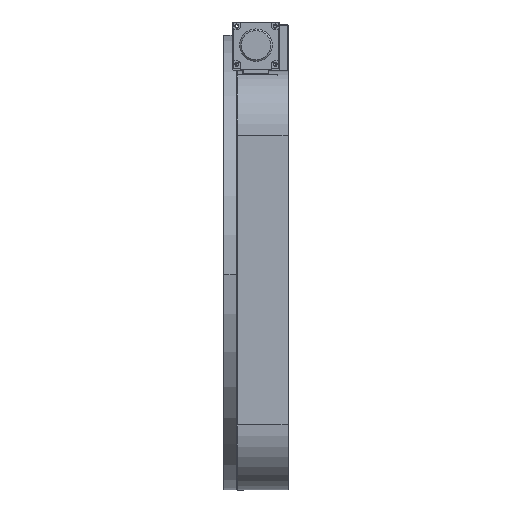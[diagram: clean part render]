
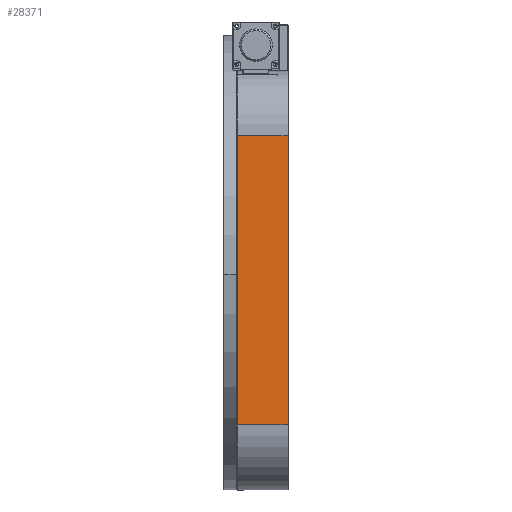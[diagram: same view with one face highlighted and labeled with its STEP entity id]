
A CAD part, left-side view. The second image highlights one B-rep face of the part: STEP entity #28371.
In plain terms, the highlighted planar face has unit normal (-1, 0, 0).
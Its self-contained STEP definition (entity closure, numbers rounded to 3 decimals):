
#22 = EDGE_CURVE ( 'NONE', #8938, #26531, #25710, .T. ) ;
#1492 = VERTEX_POINT ( 'NONE', #14072 ) ;
#2096 = DIRECTION ( 'NONE',  ( 0., -1., 0. ) ) ;
#7461 = DIRECTION ( 'NONE',  ( 0., 1., 0. ) ) ;
#7573 = CARTESIAN_POINT ( 'NONE',  ( -122., 62.5, -492. ) ) ;
#8135 = CARTESIAN_POINT ( 'NONE',  ( -122., 62.5, -572. ) ) ;
#8339 = EDGE_CURVE ( 'NONE', #1492, #21642, #21943, .T. ) ;
#8938 = VERTEX_POINT ( 'NONE', #23387 ) ;
#10616 = DIRECTION ( 'NONE',  ( 1., 0., 0. ) ) ;
#11400 = VECTOR ( 'NONE', #2096, 1000. ) ;
#14072 = CARTESIAN_POINT ( 'NONE',  ( -122., 0., -492. ) ) ;
#14909 = VECTOR ( 'NONE', #15956, 1000. ) ;
#14971 = CARTESIAN_POINT ( 'NONE',  ( -122., 0., -136. ) ) ;
#15560 = PLANE ( 'NONE',  #20015 ) ;
#15610 = EDGE_CURVE ( 'NONE', #21642, #8938, #32795, .T. ) ;
#15956 = DIRECTION ( 'NONE',  ( 0., 0., 1. ) ) ;
#20015 = AXIS2_PLACEMENT_3D ( 'NONE', #8135, #10616, #28745 ) ;
#20274 = CARTESIAN_POINT ( 'NONE',  ( -122., 62.5, -492. ) ) ;
#20302 = ORIENTED_EDGE ( 'NONE', *, *, #8339, .F. ) ;
#20759 = CARTESIAN_POINT ( 'NONE',  ( -122., 62.5, -572. ) ) ;
#21642 = VERTEX_POINT ( 'NONE', #20274 ) ;
#21943 = LINE ( 'NONE', #7573, #26388 ) ;
#23387 = CARTESIAN_POINT ( 'NONE',  ( -122., 62.5, -136. ) ) ;
#23427 = VECTOR ( 'NONE', #25750, 1000. ) ;
#25466 = CARTESIAN_POINT ( 'NONE',  ( -122., 62.5, -136. ) ) ;
#25710 = LINE ( 'NONE', #25466, #11400 ) ;
#25750 = DIRECTION ( 'NONE',  ( 0., 0., 1. ) ) ;
#25819 = ORIENTED_EDGE ( 'NONE', *, *, #15610, .F. ) ;
#25985 = ORIENTED_EDGE ( 'NONE', *, *, #22, .F. ) ;
#26289 = CARTESIAN_POINT ( 'NONE',  ( -122., 0., -292. ) ) ;
#26388 = VECTOR ( 'NONE', #7461, 1000. ) ;
#26531 = VERTEX_POINT ( 'NONE', #14971 ) ;
#28371 = ADVANCED_FACE ( 'NONE', ( #33791 ), #15560, .F. ) ;
#28745 = DIRECTION ( 'NONE',  ( 0., 0., -1. ) ) ;
#28768 = LINE ( 'NONE', #26289, #14909 ) ;
#30450 = EDGE_LOOP ( 'NONE', ( #25985, #25819, #20302, #31486 ) ) ;
#31486 = ORIENTED_EDGE ( 'NONE', *, *, #33471, .T. ) ;
#32795 = LINE ( 'NONE', #20759, #23427 ) ;
#33471 = EDGE_CURVE ( 'NONE', #1492, #26531, #28768, .T. ) ;
#33791 = FACE_OUTER_BOUND ( 'NONE', #30450, .T. ) ;
